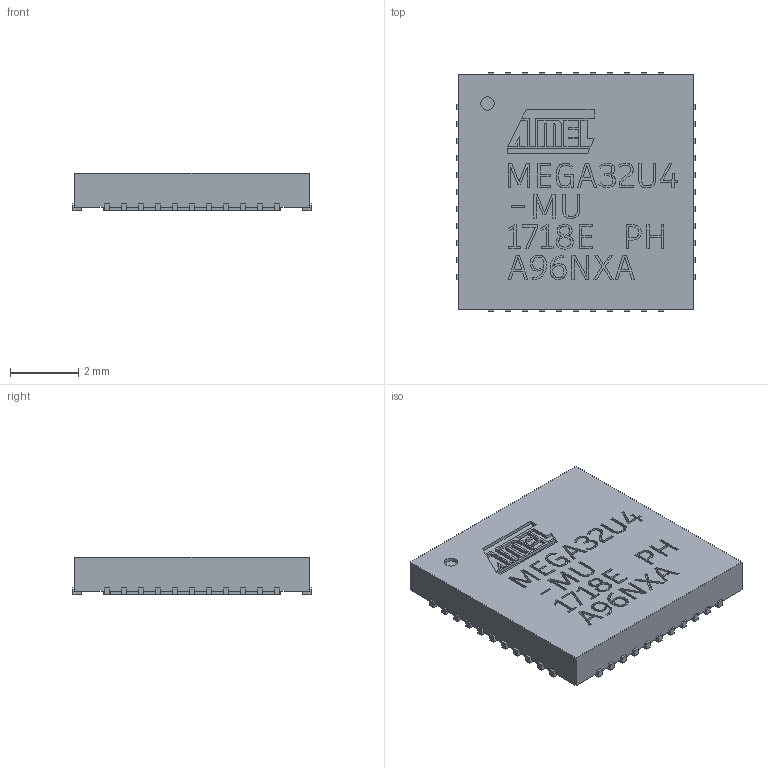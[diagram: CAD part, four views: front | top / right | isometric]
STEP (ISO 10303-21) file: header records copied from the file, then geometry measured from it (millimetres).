
FILE_DESCRIPTION(/* description */ (''),/* implementation_level */ '2;1');
FILE_NAME(/* name */ 'QFN-44-1EP_7x7mm_P0.5mm_EP5.2x5.2mm.step',/* time_stamp */ '2020-06-13T10:34:53+07:00',/* author */ (''),/* organization */ (''),/* preprocessor_version */ 'ST-DEVELOPER v18.1',/* originating_system */ 'Autodesk Translation Framework v9.3.0.1241',/* authorisation */ '');
FILE_SCHEMA (('AUTOMOTIVE_DESIGN { 1 0 10303 214 3 1 1 }'));
Length unit declared in the file: millimetre
Products named in the file (1): QFN-44-1EP_7x7mm_P0.5mm_EP5.2x5.2mm
Bounding box: 7 x 7 x 1.1 mm (x, y, z)
Volume: 50 mm3; surface area: 140.7 mm2
Topology: 1 solids, 1 shells, 778 faces, 2208 edges, 1472 vertices
Faces by surface type: plane 608, bspline 169, cylinder 1
Full cylindrical faces by diameter (mm): 0.4 x1
Entity records: 26730 total; most frequent: CARTESIAN_POINT 7324, ORIENTED_EDGE 4416, DIRECTION 3092, EDGE_CURVE 2208, LINE 1868, VECTOR 1868, VERTEX_POINT 1472, EDGE_LOOP 818
